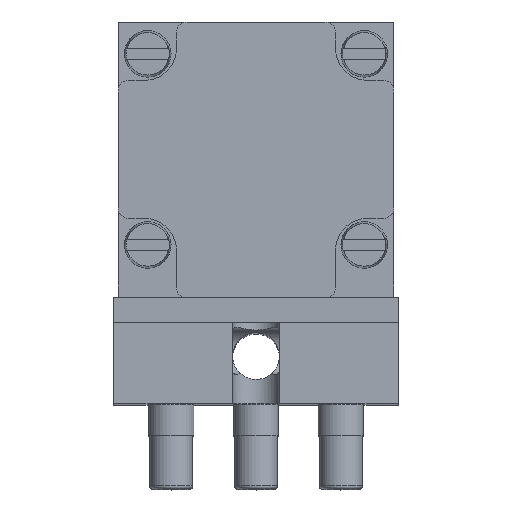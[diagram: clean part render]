
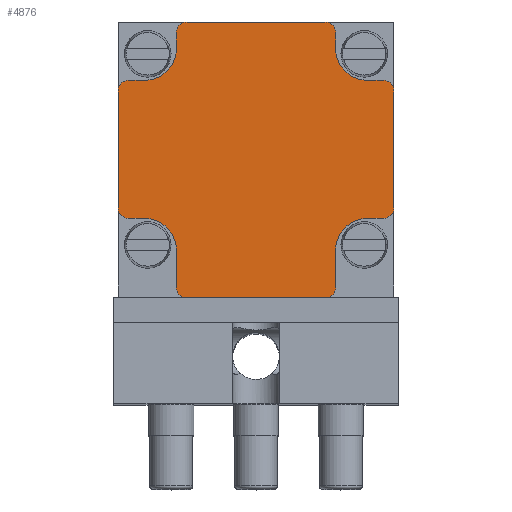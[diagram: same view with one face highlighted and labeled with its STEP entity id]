
A CAD part, top view. The second image highlights one B-rep face of the part: STEP entity #4876.
In plain terms, the highlighted planar face has unit normal (0, 0, 1).
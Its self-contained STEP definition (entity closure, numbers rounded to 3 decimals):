
#128=LINE('',#6837,#348);
#130=LINE('',#6844,#350);
#131=LINE('',#6848,#351);
#132=LINE('',#6852,#352);
#133=LINE('',#6856,#353);
#134=LINE('',#6860,#354);
#135=LINE('',#6864,#355);
#136=LINE('',#6869,#356);
#137=LINE('',#6873,#357);
#138=LINE('',#6877,#358);
#139=LINE('',#6881,#359);
#140=LINE('',#6885,#360);
#348=VECTOR('',#5646,1000.);
#350=VECTOR('',#5652,1000.);
#351=VECTOR('',#5655,1000.);
#352=VECTOR('',#5658,1000.);
#353=VECTOR('',#5661,1000.);
#354=VECTOR('',#5664,1000.);
#355=VECTOR('',#5667,1000.);
#356=VECTOR('',#5672,1000.);
#357=VECTOR('',#5675,1000.);
#358=VECTOR('',#5678,1000.);
#359=VECTOR('',#5681,1000.);
#360=VECTOR('',#5684,1000.);
#563=PLANE('',#5143);
#829=ORIENTED_EDGE('',*,*,#1725,.T.);
#830=ORIENTED_EDGE('',*,*,#1726,.F.);
#831=ORIENTED_EDGE('',*,*,#1727,.T.);
#832=ORIENTED_EDGE('',*,*,#1728,.F.);
#833=ORIENTED_EDGE('',*,*,#1729,.F.);
#834=ORIENTED_EDGE('',*,*,#1730,.F.);
#835=ORIENTED_EDGE('',*,*,#1731,.T.);
#836=ORIENTED_EDGE('',*,*,#1732,.F.);
#837=ORIENTED_EDGE('',*,*,#1733,.T.);
#838=ORIENTED_EDGE('',*,*,#1734,.F.);
#839=ORIENTED_EDGE('',*,*,#1735,.F.);
#840=ORIENTED_EDGE('',*,*,#1736,.F.);
#841=ORIENTED_EDGE('',*,*,#1737,.T.);
#842=ORIENTED_EDGE('',*,*,#1723,.T.);
#843=ORIENTED_EDGE('',*,*,#1738,.T.);
#844=ORIENTED_EDGE('',*,*,#1739,.F.);
#845=ORIENTED_EDGE('',*,*,#1740,.F.);
#846=ORIENTED_EDGE('',*,*,#1741,.F.);
#847=ORIENTED_EDGE('',*,*,#1742,.T.);
#848=ORIENTED_EDGE('',*,*,#1743,.T.);
#849=ORIENTED_EDGE('',*,*,#1744,.T.);
#850=ORIENTED_EDGE('',*,*,#1745,.F.);
#851=ORIENTED_EDGE('',*,*,#1746,.F.);
#852=ORIENTED_EDGE('',*,*,#1747,.F.);
#1723=EDGE_CURVE('',#2164,#2163,#128,.T.);
#1725=EDGE_CURVE('',#2165,#2166,#2461,.T.);
#1726=EDGE_CURVE('',#2167,#2166,#130,.T.);
#1727=EDGE_CURVE('',#2167,#2168,#2462,.T.);
#1728=EDGE_CURVE('',#2169,#2168,#131,.T.);
#1729=EDGE_CURVE('',#2170,#2169,#2463,.T.);
#1730=EDGE_CURVE('',#2171,#2170,#132,.T.);
#1731=EDGE_CURVE('',#2171,#2172,#2464,.T.);
#1732=EDGE_CURVE('',#2173,#2172,#133,.T.);
#1733=EDGE_CURVE('',#2173,#2174,#2465,.T.);
#1734=EDGE_CURVE('',#2175,#2174,#134,.T.);
#1735=EDGE_CURVE('',#2176,#2175,#2466,.T.);
#1736=EDGE_CURVE('',#2177,#2176,#135,.T.);
#1737=EDGE_CURVE('',#2177,#2164,#2467,.T.);
#1738=EDGE_CURVE('',#2163,#2178,#2468,.T.);
#1739=EDGE_CURVE('',#2179,#2178,#136,.T.);
#1740=EDGE_CURVE('',#2180,#2179,#2469,.T.);
#1741=EDGE_CURVE('',#2181,#2180,#137,.T.);
#1742=EDGE_CURVE('',#2181,#2182,#2470,.T.);
#1743=EDGE_CURVE('',#2182,#2183,#138,.T.);
#1744=EDGE_CURVE('',#2183,#2184,#2471,.T.);
#1745=EDGE_CURVE('',#2185,#2184,#139,.T.);
#1746=EDGE_CURVE('',#2186,#2185,#2472,.T.);
#1747=EDGE_CURVE('',#2165,#2186,#140,.T.);
#2163=VERTEX_POINT('',#6836);
#2164=VERTEX_POINT('',#6838);
#2165=VERTEX_POINT('',#6842);
#2166=VERTEX_POINT('',#6843);
#2167=VERTEX_POINT('',#6845);
#2168=VERTEX_POINT('',#6847);
#2169=VERTEX_POINT('',#6849);
#2170=VERTEX_POINT('',#6851);
#2171=VERTEX_POINT('',#6853);
#2172=VERTEX_POINT('',#6855);
#2173=VERTEX_POINT('',#6857);
#2174=VERTEX_POINT('',#6859);
#2175=VERTEX_POINT('',#6861);
#2176=VERTEX_POINT('',#6863);
#2177=VERTEX_POINT('',#6865);
#2178=VERTEX_POINT('',#6868);
#2179=VERTEX_POINT('',#6870);
#2180=VERTEX_POINT('',#6872);
#2181=VERTEX_POINT('',#6874);
#2182=VERTEX_POINT('',#6876);
#2183=VERTEX_POINT('',#6878);
#2184=VERTEX_POINT('',#6880);
#2185=VERTEX_POINT('',#6882);
#2186=VERTEX_POINT('',#6884);
#2461=CIRCLE('',#5144,1.);
#2462=CIRCLE('',#5145,1.);
#2463=CIRCLE('',#5146,3.);
#2464=CIRCLE('',#5147,1.);
#2465=CIRCLE('',#5148,1.);
#2466=CIRCLE('',#5149,3.);
#2467=CIRCLE('',#5150,1.);
#2468=CIRCLE('',#5151,1.);
#2469=CIRCLE('',#5152,3.);
#2470=CIRCLE('',#5153,1.);
#2471=CIRCLE('',#5154,1.);
#2472=CIRCLE('',#5155,3.);
#2644=EDGE_LOOP('',(#829,#830,#831,#832,#833,#834,#835,#836,#837,#838,#839,
#840,#841,#842,#843,#844,#845,#846,#847,#848,#849,#850,#851,#852));
#2980=FACE_BOUND('',#2644,.T.);
#4876=ADVANCED_FACE('',(#2980),#563,.F.);
#5143=AXIS2_PLACEMENT_3D('',#6840,#5648,#5649);
#5144=AXIS2_PLACEMENT_3D('',#6841,#5650,#5651);
#5145=AXIS2_PLACEMENT_3D('',#6846,#5653,#5654);
#5146=AXIS2_PLACEMENT_3D('',#6850,#5656,#5657);
#5147=AXIS2_PLACEMENT_3D('',#6854,#5659,#5660);
#5148=AXIS2_PLACEMENT_3D('',#6858,#5662,#5663);
#5149=AXIS2_PLACEMENT_3D('',#6862,#5665,#5666);
#5150=AXIS2_PLACEMENT_3D('',#6866,#5668,#5669);
#5151=AXIS2_PLACEMENT_3D('',#6867,#5670,#5671);
#5152=AXIS2_PLACEMENT_3D('',#6871,#5673,#5674);
#5153=AXIS2_PLACEMENT_3D('',#6875,#5676,#5677);
#5154=AXIS2_PLACEMENT_3D('',#6879,#5679,#5680);
#5155=AXIS2_PLACEMENT_3D('',#6883,#5682,#5683);
#5646=DIRECTION('',(-1.,0.,0.));
#5648=DIRECTION('',(0.,0.,-1.));
#5649=DIRECTION('',(-1.,0.,0.));
#5650=DIRECTION('',(0.,0.,1.));
#5651=DIRECTION('',(1.,0.,0.));
#5652=DIRECTION('',(-1.,0.,0.));
#5653=DIRECTION('',(0.,0.,1.));
#5654=DIRECTION('',(1.,0.,0.));
#5655=DIRECTION('',(0.,-1.,0.));
#5656=DIRECTION('',(0.,0.,1.));
#5657=DIRECTION('',(1.,0.,0.));
#5658=DIRECTION('',(-1.,0.,0.));
#5659=DIRECTION('',(0.,0.,1.));
#5660=DIRECTION('',(1.,0.,0.));
#5661=DIRECTION('',(0.,-1.,0.));
#5662=DIRECTION('',(0.,0.,1.));
#5663=DIRECTION('',(1.,0.,0.));
#5664=DIRECTION('',(1.,0.,0.));
#5665=DIRECTION('',(0.,0.,1.));
#5666=DIRECTION('',(1.,0.,0.));
#5667=DIRECTION('',(0.,-1.,0.));
#5668=DIRECTION('',(0.,0.,1.));
#5669=DIRECTION('',(1.,0.,0.));
#5670=DIRECTION('',(0.,0.,1.));
#5671=DIRECTION('',(1.,0.,0.));
#5672=DIRECTION('',(0.,1.,0.));
#5673=DIRECTION('',(0.,0.,1.));
#5674=DIRECTION('',(1.,0.,0.));
#5675=DIRECTION('',(1.,0.,0.));
#5676=DIRECTION('',(0.,0.,1.));
#5677=DIRECTION('',(1.,0.,0.));
#5678=DIRECTION('',(0.,-1.,0.));
#5679=DIRECTION('',(0.,0.,1.));
#5680=DIRECTION('',(1.,0.,0.));
#5681=DIRECTION('',(-1.,0.,0.));
#5682=DIRECTION('',(0.,0.,1.));
#5683=DIRECTION('',(1.,0.,0.));
#5684=DIRECTION('',(0.,1.,0.));
#6836=CARTESIAN_POINT('',(-6.5,26.,25.05));
#6837=CARTESIAN_POINT('',(13.,26.,25.05));
#6838=CARTESIAN_POINT('',(6.5,26.,25.05));
#6840=CARTESIAN_POINT('',(13.,26.,25.05));
#6841=CARTESIAN_POINT('',(-6.5,1.,25.05));
#6842=CARTESIAN_POINT('',(-7.5,1.,25.05));
#6843=CARTESIAN_POINT('',(-6.5,0.,25.05));
#6844=CARTESIAN_POINT('',(13.,0.,25.05));
#6845=CARTESIAN_POINT('',(6.5,0.,25.05));
#6846=CARTESIAN_POINT('',(6.5,1.,25.05));
#6847=CARTESIAN_POINT('',(7.5,1.,25.05));
#6848=CARTESIAN_POINT('',(7.5,4.5,25.05));
#6849=CARTESIAN_POINT('',(7.5,4.5,25.05));
#6850=CARTESIAN_POINT('',(10.5,4.5,25.05));
#6851=CARTESIAN_POINT('',(10.5,7.5,25.05));
#6852=CARTESIAN_POINT('',(12.,7.5,25.05));
#6853=CARTESIAN_POINT('',(12.,7.5,25.05));
#6854=CARTESIAN_POINT('',(12.,8.5,25.05));
#6855=CARTESIAN_POINT('',(13.,8.5,25.05));
#6856=CARTESIAN_POINT('',(13.,26.,25.05));
#6857=CARTESIAN_POINT('',(13.,19.5,25.05));
#6858=CARTESIAN_POINT('',(12.,19.5,25.05));
#6859=CARTESIAN_POINT('',(12.,20.5,25.05));
#6860=CARTESIAN_POINT('',(10.5,20.5,25.05));
#6861=CARTESIAN_POINT('',(10.5,20.5,25.05));
#6862=CARTESIAN_POINT('',(10.5,23.5,25.05));
#6863=CARTESIAN_POINT('',(7.5,23.5,25.05));
#6864=CARTESIAN_POINT('',(7.5,25.,25.05));
#6865=CARTESIAN_POINT('',(7.5,25.,25.05));
#6866=CARTESIAN_POINT('',(6.5,25.,25.05));
#6867=CARTESIAN_POINT('',(-6.5,25.,25.05));
#6868=CARTESIAN_POINT('',(-7.5,25.,25.05));
#6869=CARTESIAN_POINT('',(-7.5,23.5,25.05));
#6870=CARTESIAN_POINT('',(-7.5,23.5,25.05));
#6871=CARTESIAN_POINT('',(-10.5,23.5,25.05));
#6872=CARTESIAN_POINT('',(-10.5,20.5,25.05));
#6873=CARTESIAN_POINT('',(-12.,20.5,25.05));
#6874=CARTESIAN_POINT('',(-12.,20.5,25.05));
#6875=CARTESIAN_POINT('',(-12.,19.5,25.05));
#6876=CARTESIAN_POINT('',(-13.,19.5,25.05));
#6877=CARTESIAN_POINT('',(-13.,26.,25.05));
#6878=CARTESIAN_POINT('',(-13.,8.5,25.05));
#6879=CARTESIAN_POINT('',(-12.,8.5,25.05));
#6880=CARTESIAN_POINT('',(-12.,7.5,25.05));
#6881=CARTESIAN_POINT('',(-10.5,7.5,25.05));
#6882=CARTESIAN_POINT('',(-10.5,7.5,25.05));
#6883=CARTESIAN_POINT('',(-10.5,4.5,25.05));
#6884=CARTESIAN_POINT('',(-7.5,4.5,25.05));
#6885=CARTESIAN_POINT('',(-7.5,1.,25.05));
